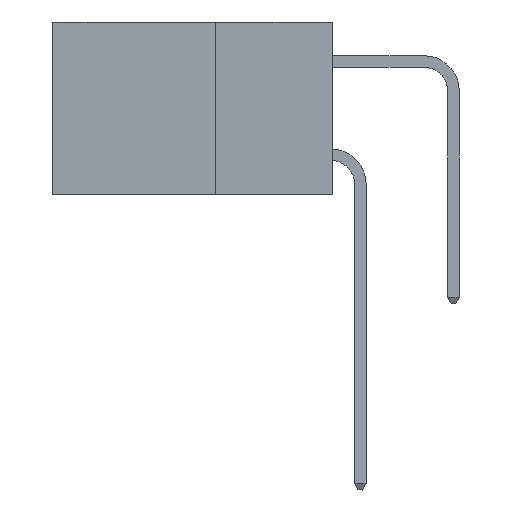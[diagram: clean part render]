
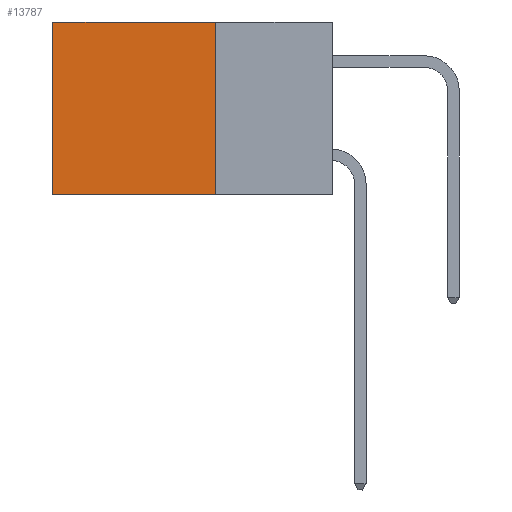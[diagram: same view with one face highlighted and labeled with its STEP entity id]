
A CAD part, left-side view. The second image highlights one B-rep face of the part: STEP entity #13787.
In plain terms, the highlighted planar face has unit normal (-1, 0, 0).
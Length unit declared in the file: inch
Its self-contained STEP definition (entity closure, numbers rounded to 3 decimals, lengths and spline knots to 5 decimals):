
#45 = CARTESIAN_POINT ( 'NONE',  ( 0.298, 0.25, 0. ) ) ;
#956 = VECTOR ( 'NONE', #1982, 39.37008 ) ;
#1169 = CARTESIAN_POINT ( 'NONE',  ( 0.298, 0.25, 0. ) ) ;
#1982 = DIRECTION ( 'NONE',  ( 0., 0., -1. ) ) ;
#3907 = VERTEX_POINT ( 'NONE', #7707 ) ;
#4252 = CARTESIAN_POINT ( 'NONE',  ( 0.298, 0.25, 0. ) ) ;
#5874 = FACE_OUTER_BOUND ( 'NONE', #21494, .T. ) ;
#7269 = VECTOR ( 'NONE', #17171, 39.37008 ) ;
#7480 = ORIENTED_EDGE ( 'NONE', *, *, #18099, .T. ) ;
#7707 = CARTESIAN_POINT ( 'NONE',  ( 0.298, 0.25, 0. ) ) ;
#7945 = DIRECTION ( 'NONE',  ( 0., 0., -1. ) ) ;
#8690 = LINE ( 'NONE', #21616, #7269 ) ;
#10018 = PLANE ( 'NONE',  #24198 ) ;
#10403 = VERTEX_POINT ( 'NONE', #15978 ) ;
#11303 = ORIENTED_EDGE ( 'NONE', *, *, #28776, .F. ) ;
#11425 = DIRECTION ( 'NONE',  ( 0., 1., 0. ) ) ;
#12791 = VERTEX_POINT ( 'NONE', #19278 ) ;
#12889 = LINE ( 'NONE', #13176, #956 ) ;
#13176 = CARTESIAN_POINT ( 'NONE',  ( 0.298, 0.6, 0. ) ) ;
#13787 = ADVANCED_FACE ( 'NONE', ( #5874 ), #10018, .F. ) ;
#15978 = CARTESIAN_POINT ( 'NONE',  ( 0.298, 0.25, -0.37 ) ) ;
#16253 = EDGE_CURVE ( 'NONE', #3907, #12791, #21082, .T. ) ;
#17171 = DIRECTION ( 'NONE',  ( 0., 1., 0. ) ) ;
#18000 = EDGE_CURVE ( 'NONE', #10403, #24558, #8690, .T. ) ;
#18099 = EDGE_CURVE ( 'NONE', #12791, #24558, #12889, .T. ) ;
#18600 = DIRECTION ( 'NONE',  ( 0., 0., -1. ) ) ;
#19001 = CARTESIAN_POINT ( 'NONE',  ( 0.298, 0.6, -0.37 ) ) ;
#19278 = CARTESIAN_POINT ( 'NONE',  ( 0.298, 0.6, 0. ) ) ;
#19418 = VECTOR ( 'NONE', #18600, 39.37008 ) ;
#20363 = VECTOR ( 'NONE', #11425, 39.37008 ) ;
#20816 = LINE ( 'NONE', #4252, #19418 ) ;
#21082 = LINE ( 'NONE', #45, #20363 ) ;
#21494 = EDGE_LOOP ( 'NONE', ( #7480, #24321, #11303, #27416 ) ) ;
#21616 = CARTESIAN_POINT ( 'NONE',  ( 0.298, 0.25, -0.37 ) ) ;
#24198 = AXIS2_PLACEMENT_3D ( 'NONE', #1169, #25805, #7945 ) ;
#24321 = ORIENTED_EDGE ( 'NONE', *, *, #18000, .F. ) ;
#24558 = VERTEX_POINT ( 'NONE', #19001 ) ;
#25805 = DIRECTION ( 'NONE',  ( 1., 0., 0. ) ) ;
#27416 = ORIENTED_EDGE ( 'NONE', *, *, #16253, .T. ) ;
#28776 = EDGE_CURVE ( 'NONE', #3907, #10403, #20816, .T. ) ;
